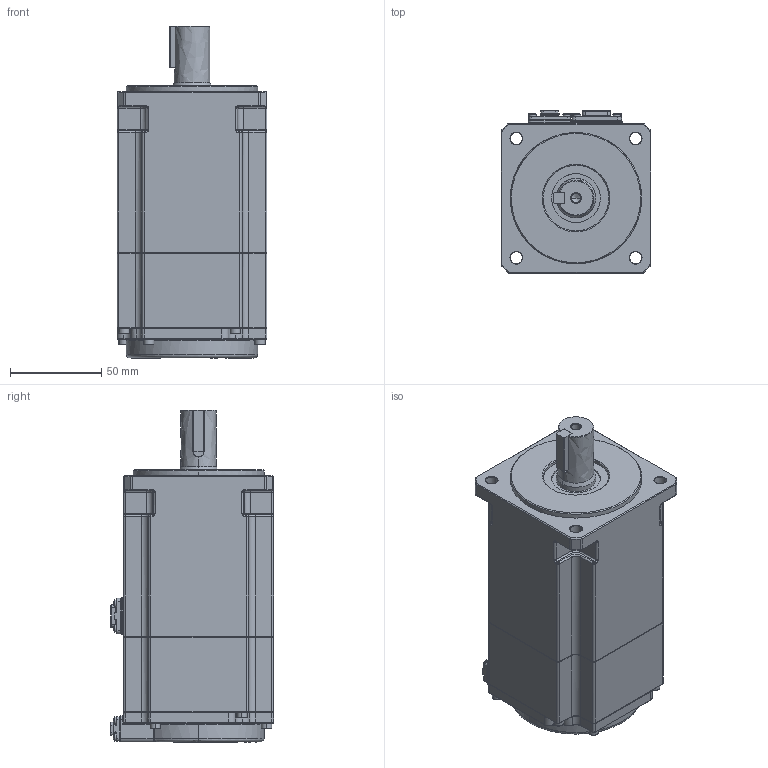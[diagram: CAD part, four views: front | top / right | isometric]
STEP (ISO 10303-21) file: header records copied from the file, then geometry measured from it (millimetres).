
FILE_DESCRIPTION(('FreeCAD Model'),'2;1');
FILE_NAME('Open CASCADE Shape Model','2025-04-25T19:19:42',('FreeCAD'),( 'FreeCAD'),'Open CASCADE STEP processor 7.6','FreeCAD','Unknown');
FILE_SCHEMA(('AUTOMOTIVE_DESIGN { 1 0 10303 214 1 1 1 1 }'));
Products named in the file (1): Open CASCADE STEP translator 7.6 1
Bounding box: 81.99 x 89.16 x 181.5 mm (x, y, z)
Volume: 877488.1 mm3; surface area: 95742.3 mm2
Topology: 23 solids, 23 shells, 1545 faces, 3557 edges, 2010 vertices
Faces by surface type: bspline 1545
Entity records: 44213 total; most frequent: CARTESIAN_POINT 24744, ORIENTED_EDGE 6908, EDGE_CURVE 3454, VERTEX_POINT 2010, B_SPLINE_CURVE_WITH_KNOTS 1679, FACE_BOUND 1648, EDGE_LOOP 1648, ADVANCED_FACE 1545
